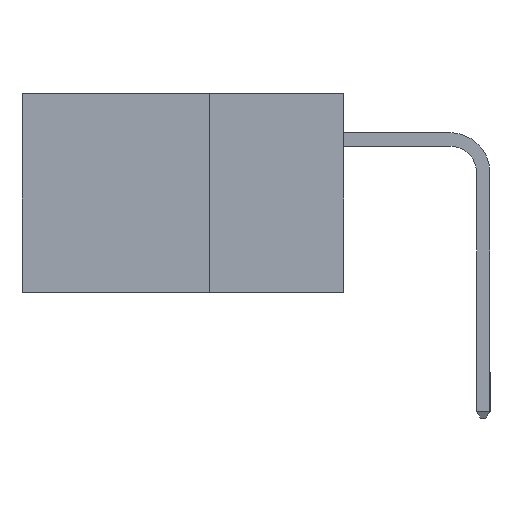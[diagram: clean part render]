
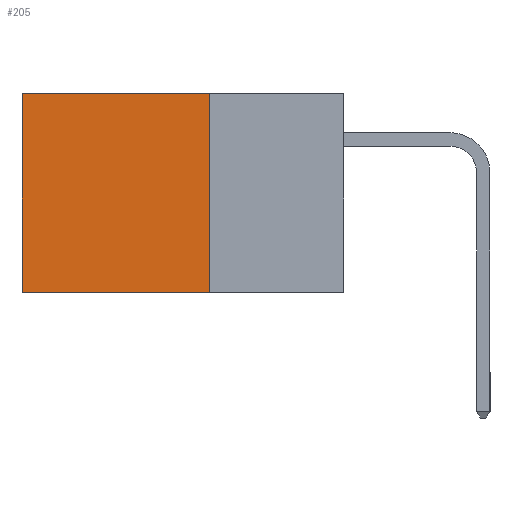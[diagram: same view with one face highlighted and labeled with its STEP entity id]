
A CAD part, left-side view. The second image highlights one B-rep face of the part: STEP entity #205.
In plain terms, the highlighted planar face has unit normal (-1, 0, 0).
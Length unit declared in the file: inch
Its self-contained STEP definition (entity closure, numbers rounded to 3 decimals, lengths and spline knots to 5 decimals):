
#7 = ORIENTED_EDGE ( 'NONE', *, *, #2340, .T. ) ;
#55 = ORIENTED_EDGE ( 'NONE', *, *, #12545, .T. ) ;
#205 = ADVANCED_FACE ( 'NONE', ( #10949 ), #10623, .F. ) ;
#479 = DIRECTION ( 'NONE',  ( 0., 0., -1. ) ) ;
#651 = LINE ( 'NONE', #6488, #9050 ) ;
#1771 = VERTEX_POINT ( 'NONE', #12719 ) ;
#1834 = DIRECTION ( 'NONE',  ( 0., 1., 0. ) ) ;
#1970 = LINE ( 'NONE', #5278, #6159 ) ;
#2336 = AXIS2_PLACEMENT_3D ( 'NONE', #4883, #10698, #3771 ) ;
#2340 = EDGE_CURVE ( 'NONE', #2557, #1771, #9663, .T. ) ;
#2557 = VERTEX_POINT ( 'NONE', #8002 ) ;
#2852 = VECTOR ( 'NONE', #479, 39.37008 ) ;
#3037 = EDGE_CURVE ( 'NONE', #2557, #12840, #651, .T. ) ;
#3044 = ORIENTED_EDGE ( 'NONE', *, *, #3037, .F. ) ;
#3550 = CARTESIAN_POINT ( 'NONE',  ( 0.298, 0.6, -0.37 ) ) ;
#3771 = DIRECTION ( 'NONE',  ( 0., 0., -1. ) ) ;
#4883 = CARTESIAN_POINT ( 'NONE',  ( 0.298, 0.25, 0. ) ) ;
#4951 = CARTESIAN_POINT ( 'NONE',  ( 0.298, 0.25, 0. ) ) ;
#5278 = CARTESIAN_POINT ( 'NONE',  ( 0.298, 0.25, -0.37 ) ) ;
#5739 = VERTEX_POINT ( 'NONE', #3550 ) ;
#6159 = VECTOR ( 'NONE', #6267, 39.37008 ) ;
#6267 = DIRECTION ( 'NONE',  ( 0., 1., 0. ) ) ;
#6488 = CARTESIAN_POINT ( 'NONE',  ( 0.298, 0.25, 0. ) ) ;
#7070 = EDGE_LOOP ( 'NONE', ( #55, #8299, #3044, #7 ) ) ;
#8002 = CARTESIAN_POINT ( 'NONE',  ( 0.298, 0.25, 0. ) ) ;
#8299 = ORIENTED_EDGE ( 'NONE', *, *, #11425, .F. ) ;
#9050 = VECTOR ( 'NONE', #11330, 39.37008 ) ;
#9352 = CARTESIAN_POINT ( 'NONE',  ( 0.298, 0.6, 0. ) ) ;
#9663 = LINE ( 'NONE', #4951, #10892 ) ;
#10623 = PLANE ( 'NONE',  #2336 ) ;
#10698 = DIRECTION ( 'NONE',  ( 1., 0., 0. ) ) ;
#10832 = CARTESIAN_POINT ( 'NONE',  ( 0.298, 0.25, -0.37 ) ) ;
#10892 = VECTOR ( 'NONE', #1834, 39.37008 ) ;
#10949 = FACE_OUTER_BOUND ( 'NONE', #7070, .T. ) ;
#11330 = DIRECTION ( 'NONE',  ( 0., 0., -1. ) ) ;
#11425 = EDGE_CURVE ( 'NONE', #12840, #5739, #1970, .T. ) ;
#12545 = EDGE_CURVE ( 'NONE', #1771, #5739, #12575, .T. ) ;
#12575 = LINE ( 'NONE', #9352, #2852 ) ;
#12719 = CARTESIAN_POINT ( 'NONE',  ( 0.298, 0.6, 0. ) ) ;
#12840 = VERTEX_POINT ( 'NONE', #10832 ) ;
